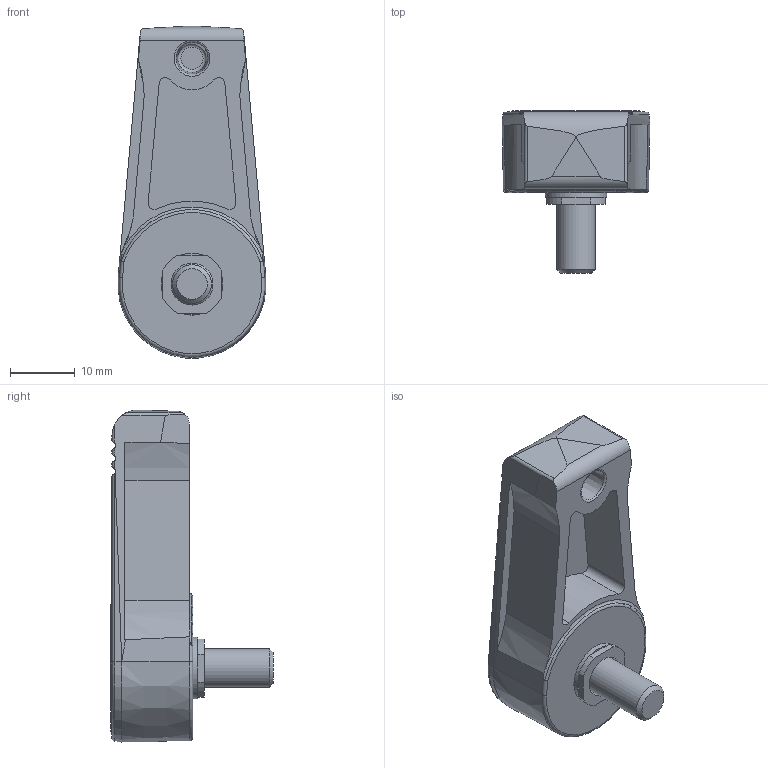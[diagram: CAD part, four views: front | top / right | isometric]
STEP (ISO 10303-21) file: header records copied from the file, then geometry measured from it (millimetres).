
FILE_DESCRIPTION( ( 'STEP AP214' ), '1' );
FILE_NAME( 'K0271.140061X10.stp', '2020-11-27T10:16:54', ( '' ), ( '' ), ' ', 'PARTsolutions', ' ' );
FILE_SCHEMA( ( 'AUTOMOTIVE_DESIGN { 1 0 10303 214 1 1 1 1 }' ) );
Length unit declared in the file: millimetre
Products named in the file (1): _K0271.140061X10
Bounding box: 22.91 x 25.2 x 51.46 mm (x, y, z)
Volume: 9523.9 mm3; surface area: 4883.1 mm2
Topology: 1 solids, 1 shells, 110 faces, 281 edges, 180 vertices
Faces by surface type: plane 53, cylinder 44, cone 7, torus 6
Full cylindrical faces by diameter (mm): 6 x1, 6.5 x1, 9.6 x1, 12 x1
Entity records: 4261 total; most frequent: CARTESIAN_POINT 743, DIRECTION 551, ORIENTED_EDGE 536, EDGE_CURVE 268, AXIS2_PLACEMENT_3D 210, VERTEX_POINT 178, LINE 131, VECTOR 131
